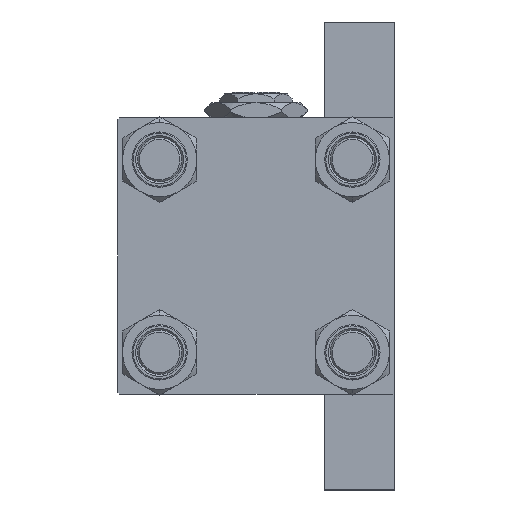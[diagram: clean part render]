
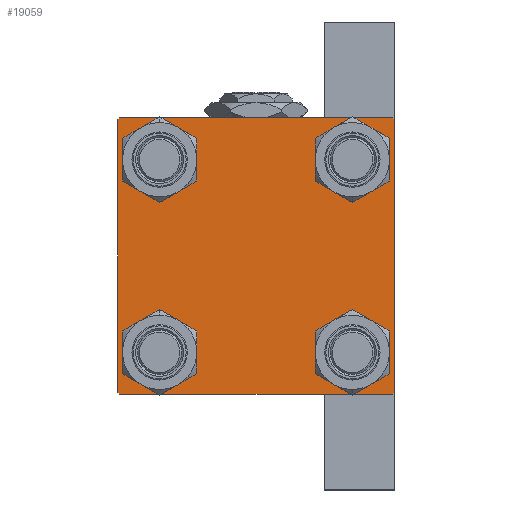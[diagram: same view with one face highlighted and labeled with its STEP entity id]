
A CAD part, left-side view. The second image highlights one B-rep face of the part: STEP entity #19059.
In plain terms, the highlighted planar face has unit normal (-1, 0, 0).
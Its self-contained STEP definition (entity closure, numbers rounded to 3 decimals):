
#206 = VECTOR ( 'NONE', #25437, 1000. ) ;
#624 = VERTEX_POINT ( 'NONE', #17335 ) ;
#745 = ORIENTED_EDGE ( 'NONE', *, *, #24610, .T. ) ;
#876 = CARTESIAN_POINT ( 'NONE',  ( 0., 37.25, -37.25 ) ) ;
#896 = AXIS2_PLACEMENT_3D ( 'NONE', #24366, #16428, #39937 ) ;
#1251 = CARTESIAN_POINT ( 'NONE',  ( 0., 26.15, -19.65 ) ) ;
#2137 = ORIENTED_EDGE ( 'NONE', *, *, #25125, .T. ) ;
#2778 = CARTESIAN_POINT ( 'NONE',  ( 0., -26.15, -26.15 ) ) ;
#3480 = EDGE_CURVE ( 'NONE', #34577, #624, #36925, .T. ) ;
#4014 = VERTEX_POINT ( 'NONE', #45907 ) ;
#4374 = CIRCLE ( 'NONE', #46031, 6.5 ) ;
#4861 = EDGE_CURVE ( 'NONE', #22479, #4014, #23672, .T. ) ;
#4871 = CARTESIAN_POINT ( 'NONE',  ( 0., 37.5, 37. ) ) ;
#5082 = VERTEX_POINT ( 'NONE', #46912 ) ;
#5969 = EDGE_CURVE ( 'NONE', #47853, #20203, #4374, .T. ) ;
#5988 = DIRECTION ( 'NONE',  ( 0., 0., 1. ) ) ;
#6276 = ORIENTED_EDGE ( 'NONE', *, *, #4861, .F. ) ;
#6369 = CARTESIAN_POINT ( 'NONE',  ( 0., 37.5, -37.5 ) ) ;
#7360 = CARTESIAN_POINT ( 'NONE',  ( 0., 37.5, 37.5 ) ) ;
#7700 = CARTESIAN_POINT ( 'NONE',  ( 0., 26.15, 32.65 ) ) ;
#7711 = ORIENTED_EDGE ( 'NONE', *, *, #47154, .T. ) ;
#9004 = ORIENTED_EDGE ( 'NONE', *, *, #44884, .T. ) ;
#9072 = EDGE_LOOP ( 'NONE', ( #35935, #36870 ) ) ;
#9116 = VERTEX_POINT ( 'NONE', #30499 ) ;
#9126 = VERTEX_POINT ( 'NONE', #7700 ) ;
#9819 = VECTOR ( 'NONE', #33947, 1000. ) ;
#10098 = CARTESIAN_POINT ( 'NONE',  ( 0., 26.15, 26.15 ) ) ;
#11276 = VECTOR ( 'NONE', #38572, 1000. ) ;
#11586 = CARTESIAN_POINT ( 'NONE',  ( 0., 26.15, -26.15 ) ) ;
#11685 = VECTOR ( 'NONE', #15987, 1000. ) ;
#12316 = VECTOR ( 'NONE', #15963, 1000. ) ;
#12349 = EDGE_CURVE ( 'NONE', #50506, #9116, #17689, .T. ) ;
#12696 = EDGE_CURVE ( 'NONE', #32285, #9126, #18524, .T. ) ;
#13497 = EDGE_CURVE ( 'NONE', #20786, #34577, #25855, .T. ) ;
#14490 = EDGE_CURVE ( 'NONE', #5082, #624, #24353, .T. ) ;
#14526 = VERTEX_POINT ( 'NONE', #4871 ) ;
#14606 = ORIENTED_EDGE ( 'NONE', *, *, #13497, .T. ) ;
#15963 = DIRECTION ( 'NONE',  ( 0., 0.707, -0.707 ) ) ;
#15987 = DIRECTION ( 'NONE',  ( 0., -1., 0. ) ) ;
#16428 = DIRECTION ( 'NONE',  ( 1., 0., 0. ) ) ;
#17335 = CARTESIAN_POINT ( 'NONE',  ( 0., -37.5, -37. ) ) ;
#17689 = CIRCLE ( 'NONE', #36481, 6.5 ) ;
#18086 = CARTESIAN_POINT ( 'NONE',  ( 0., 0., 0. ) ) ;
#18206 = CIRCLE ( 'NONE', #29635, 6.5 ) ;
#18368 = EDGE_LOOP ( 'NONE', ( #40592, #9004, #14606, #29641, #30643, #745, #6276, #2137 ) ) ;
#18400 = DIRECTION ( 'NONE',  ( 1., 0., 0. ) ) ;
#18454 = ORIENTED_EDGE ( 'NONE', *, *, #5969, .T. ) ;
#18524 = CIRCLE ( 'NONE', #33235, 6.5 ) ;
#18746 = EDGE_CURVE ( 'NONE', #14526, #47811, #42401, .T. ) ;
#19059 = ADVANCED_FACE ( 'NONE', ( #22436, #29595, #38020, #41594, #22190 ), #30097, .T. ) ;
#19243 = ORIENTED_EDGE ( 'NONE', *, *, #40925, .T. ) ;
#20203 = VERTEX_POINT ( 'NONE', #1251 ) ;
#20786 = VERTEX_POINT ( 'NONE', #37139 ) ;
#21887 = DIRECTION ( 'NONE',  ( 1., 0., 0. ) ) ;
#22022 = DIRECTION ( 'NONE',  ( 1., 0., 0. ) ) ;
#22133 = CARTESIAN_POINT ( 'NONE',  ( 0., -37., -37.5 ) ) ;
#22190 = FACE_OUTER_BOUND ( 'NONE', #18368, .T. ) ;
#22436 = FACE_BOUND ( 'NONE', #24073, .T. ) ;
#22479 = VERTEX_POINT ( 'NONE', #41653 ) ;
#22514 = DIRECTION ( 'NONE',  ( 0., -1., 0. ) ) ;
#22551 = CIRCLE ( 'NONE', #38842, 6.5 ) ;
#23109 = DIRECTION ( 'NONE',  ( 1., 0., 0. ) ) ;
#23364 = DIRECTION ( 'NONE',  ( 0., 0., 1. ) ) ;
#23672 = LINE ( 'NONE', #27501, #11685 ) ;
#23678 = DIRECTION ( 'NONE',  ( 0., -0.707, -0.707 ) ) ;
#24073 = EDGE_LOOP ( 'NONE', ( #36055, #50416 ) ) ;
#24314 = VECTOR ( 'NONE', #31488, 1000. ) ;
#24353 = LINE ( 'NONE', #39923, #24314 ) ;
#24366 = CARTESIAN_POINT ( 'NONE',  ( 0., 26.15, 26.15 ) ) ;
#24418 = CARTESIAN_POINT ( 'NONE',  ( 0., 37.25, 37.25 ) ) ;
#24610 = EDGE_CURVE ( 'NONE', #5082, #4014, #49278, .T. ) ;
#25125 = EDGE_CURVE ( 'NONE', #22479, #14526, #35394, .T. ) ;
#25222 = AXIS2_PLACEMENT_3D ( 'NONE', #26852, #22022, #25859 ) ;
#25402 = CARTESIAN_POINT ( 'NONE',  ( 0., -26.15, 26.15 ) ) ;
#25437 = DIRECTION ( 'NONE',  ( 0., -0.707, 0.707 ) ) ;
#25855 = LINE ( 'NONE', #6369, #28360 ) ;
#25859 = DIRECTION ( 'NONE',  ( 0., 0., 1. ) ) ;
#26174 = EDGE_CURVE ( 'NONE', #9126, #32285, #31949, .T. ) ;
#26229 = DIRECTION ( 'NONE',  ( 0., 0., 1. ) ) ;
#26523 = DIRECTION ( 'NONE',  ( 0., 0., 1. ) ) ;
#26852 = CARTESIAN_POINT ( 'NONE',  ( 0., -26.15, -26.15 ) ) ;
#27471 = AXIS2_PLACEMENT_3D ( 'NONE', #37473, #49465, #26229 ) ;
#27501 = CARTESIAN_POINT ( 'NONE',  ( 0., 37.5, 37.5 ) ) ;
#27622 = AXIS2_PLACEMENT_3D ( 'NONE', #18086, #37770, #26523 ) ;
#28360 = VECTOR ( 'NONE', #22514, 1000. ) ;
#28749 = CARTESIAN_POINT ( 'NONE',  ( 0., 37.5, -37. ) ) ;
#29595 = FACE_BOUND ( 'NONE', #48875, .T. ) ;
#29635 = AXIS2_PLACEMENT_3D ( 'NONE', #2778, #18400, #49591 ) ;
#29641 = ORIENTED_EDGE ( 'NONE', *, *, #3480, .T. ) ;
#30097 = PLANE ( 'NONE',  #27622 ) ;
#30423 = CARTESIAN_POINT ( 'NONE',  ( 0., -26.15, 32.65 ) ) ;
#30477 = EDGE_CURVE ( 'NONE', #47240, #35169, #18206, .T. ) ;
#30499 = CARTESIAN_POINT ( 'NONE',  ( 0., -26.15, 19.65 ) ) ;
#30643 = ORIENTED_EDGE ( 'NONE', *, *, #14490, .F. ) ;
#31488 = DIRECTION ( 'NONE',  ( 0., 0., -1. ) ) ;
#31770 = ORIENTED_EDGE ( 'NONE', *, *, #30477, .T. ) ;
#31810 = CARTESIAN_POINT ( 'NONE',  ( 0., 26.15, 19.65 ) ) ;
#31949 = CIRCLE ( 'NONE', #896, 6.5 ) ;
#32285 = VERTEX_POINT ( 'NONE', #31810 ) ;
#33235 = AXIS2_PLACEMENT_3D ( 'NONE', #10098, #21887, #5988 ) ;
#33947 = DIRECTION ( 'NONE',  ( 0., 0.707, 0.707 ) ) ;
#34577 = VERTEX_POINT ( 'NONE', #22133 ) ;
#34750 = CARTESIAN_POINT ( 'NONE',  ( 0., -26.15, -19.65 ) ) ;
#34789 = CIRCLE ( 'NONE', #27471, 6.5 ) ;
#35169 = VERTEX_POINT ( 'NONE', #41108 ) ;
#35394 = LINE ( 'NONE', #24418, #12316 ) ;
#35935 = ORIENTED_EDGE ( 'NONE', *, *, #26174, .T. ) ;
#35941 = CARTESIAN_POINT ( 'NONE',  ( 0., 26.15, -26.15 ) ) ;
#36055 = ORIENTED_EDGE ( 'NONE', *, *, #12349, .T. ) ;
#36481 = AXIS2_PLACEMENT_3D ( 'NONE', #25402, #40970, #44540 ) ;
#36561 = VECTOR ( 'NONE', #23678, 1000. ) ;
#36870 = ORIENTED_EDGE ( 'NONE', *, *, #12696, .T. ) ;
#36925 = LINE ( 'NONE', #38612, #206 ) ;
#37139 = CARTESIAN_POINT ( 'NONE',  ( 0., 37., -37.5 ) ) ;
#37168 = CARTESIAN_POINT ( 'NONE',  ( 0., 26.15, -32.65 ) ) ;
#37473 = CARTESIAN_POINT ( 'NONE',  ( 0., -26.15, 26.15 ) ) ;
#37770 = DIRECTION ( 'NONE',  ( -1., 0., 0. ) ) ;
#38020 = FACE_BOUND ( 'NONE', #45538, .T. ) ;
#38572 = DIRECTION ( 'NONE',  ( 0., 0., -1. ) ) ;
#38612 = CARTESIAN_POINT ( 'NONE',  ( 0., -37.25, -37.25 ) ) ;
#38842 = AXIS2_PLACEMENT_3D ( 'NONE', #35941, #40528, #39777 ) ;
#39777 = DIRECTION ( 'NONE',  ( 0., 0., 1. ) ) ;
#39923 = CARTESIAN_POINT ( 'NONE',  ( 0., -37.5, 37.5 ) ) ;
#39937 = DIRECTION ( 'NONE',  ( 0., 0., 1. ) ) ;
#40528 = DIRECTION ( 'NONE',  ( 1., 0., 0. ) ) ;
#40592 = ORIENTED_EDGE ( 'NONE', *, *, #18746, .T. ) ;
#40925 = EDGE_CURVE ( 'NONE', #20203, #47853, #22551, .T. ) ;
#40970 = DIRECTION ( 'NONE',  ( 1., 0., 0. ) ) ;
#41108 = CARTESIAN_POINT ( 'NONE',  ( 0., -26.15, -32.65 ) ) ;
#41594 = FACE_BOUND ( 'NONE', #9072, .T. ) ;
#41653 = CARTESIAN_POINT ( 'NONE',  ( 0., 37., 37.5 ) ) ;
#42109 = EDGE_CURVE ( 'NONE', #9116, #50506, #34789, .T. ) ;
#42401 = LINE ( 'NONE', #7360, #11276 ) ;
#43081 = LINE ( 'NONE', #876, #36561 ) ;
#43145 = CIRCLE ( 'NONE', #25222, 6.5 ) ;
#44540 = DIRECTION ( 'NONE',  ( 0., 0., 1. ) ) ;
#44884 = EDGE_CURVE ( 'NONE', #47811, #20786, #43081, .T. ) ;
#45538 = EDGE_LOOP ( 'NONE', ( #19243, #18454 ) ) ;
#45907 = CARTESIAN_POINT ( 'NONE',  ( 0., -37., 37.5 ) ) ;
#46031 = AXIS2_PLACEMENT_3D ( 'NONE', #11586, #23109, #23364 ) ;
#46912 = CARTESIAN_POINT ( 'NONE',  ( 0., -37.5, 37. ) ) ;
#47154 = EDGE_CURVE ( 'NONE', #35169, #47240, #43145, .T. ) ;
#47240 = VERTEX_POINT ( 'NONE', #34750 ) ;
#47811 = VERTEX_POINT ( 'NONE', #28749 ) ;
#47853 = VERTEX_POINT ( 'NONE', #37168 ) ;
#48875 = EDGE_LOOP ( 'NONE', ( #31770, #7711 ) ) ;
#49278 = LINE ( 'NONE', #49533, #9819 ) ;
#49465 = DIRECTION ( 'NONE',  ( 1., 0., 0. ) ) ;
#49533 = CARTESIAN_POINT ( 'NONE',  ( 0., -37.25, 37.25 ) ) ;
#49591 = DIRECTION ( 'NONE',  ( 0., 0., 1. ) ) ;
#50416 = ORIENTED_EDGE ( 'NONE', *, *, #42109, .T. ) ;
#50506 = VERTEX_POINT ( 'NONE', #30423 ) ;
